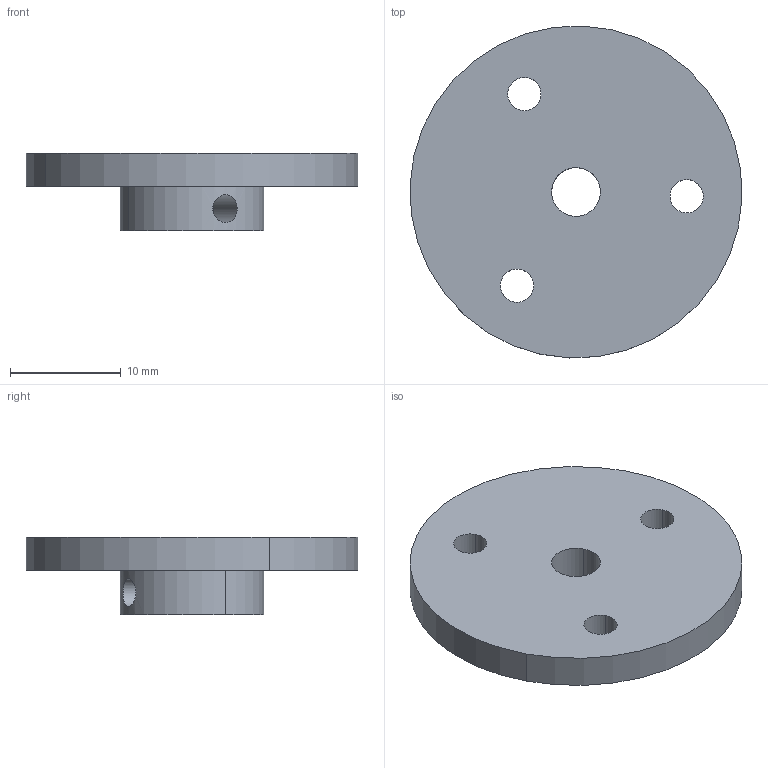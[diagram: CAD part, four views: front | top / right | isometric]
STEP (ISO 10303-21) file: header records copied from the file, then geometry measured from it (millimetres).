
FILE_DESCRIPTION (( 'STEP AP203' ), '1' );
FILE_NAME ('coupler.STEP', '2022-10-26T22:59:25', ( '' ), ( '' ), 'SwSTEP 2.0', 'SolidWorks 2022', '' );
FILE_SCHEMA (( 'CONFIG_CONTROL_DESIGN' ));
Length unit declared in the file: millimetre
Products named in the file (2): coupler; wheel_motor_joint
Assembly tree (1 placements, depth 2):
  coupler
    wheel_motor_joint
Bounding box: 29.98 x 29.98 x 7 mm (x, y, z)
Volume: 2438.6 mm3; surface area: 2018 mm2
Topology: 1 solids, 1 shells, 19 faces, 48 edges, 32 vertices
Faces by surface type: cylinder 16, plane 3
Entity records: 950 total; most frequent: CARTESIAN_POINT 263, DIRECTION 110, ORIENTED_EDGE 96, EDGE_CURVE 48, AXIS2_PLACEMENT_3D 47, VERTEX_POINT 32, EDGE_LOOP 32, CIRCLE 24
